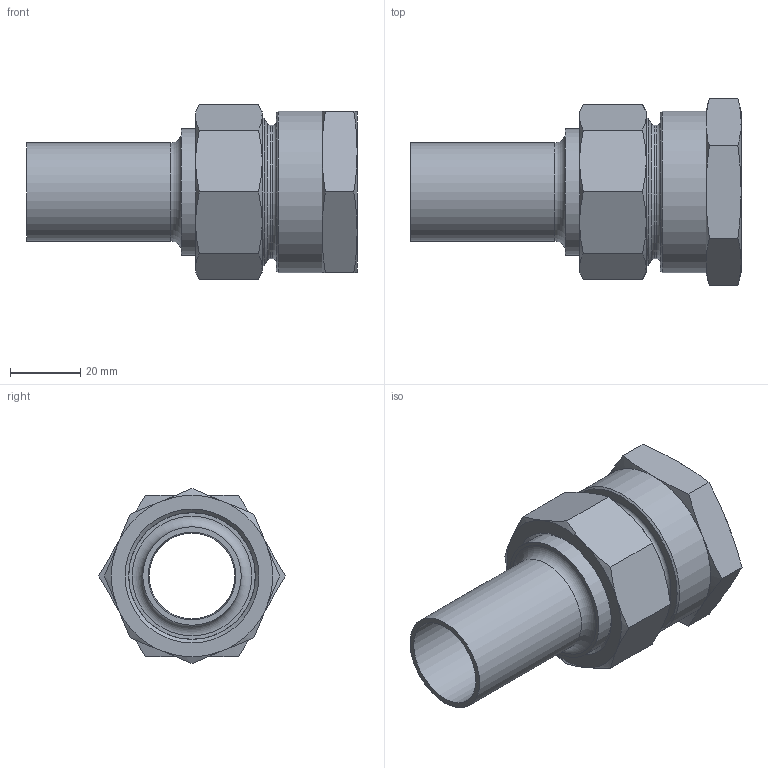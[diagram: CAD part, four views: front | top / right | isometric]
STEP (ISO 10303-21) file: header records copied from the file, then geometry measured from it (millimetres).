
FILE_DESCRIPTION(/* description */ (''),/* implementation_level */ '2;1');
FILE_NAME(/* name */ '35386.stp',/* time_stamp */ '2014-04-01T20:52:30+02:00',/* author */ ('bruh'),/* organization */ (''),/* preprocessor_version */ 'ST-DEVELOPER v15.2',/* originating_system */ 'Autodesk Inventor 2014',/* authorisation */ '');
FILE_SCHEMA (('AUTOMOTIVE_DESIGN { 1 0 10303 214 3 1 1 }'));
Length unit declared in the file: millimetre
Products named in the file (4): 101137; 101079; 400960; 35386
Bounding box: 94 x 53.12 x 49.79 mm (x, y, z)
Volume: 53855 mm3; surface area: 28246.4 mm2
Topology: 3 solids, 3 shells, 81 faces, 169 edges, 99 vertices
Faces by surface type: cone 38, plane 25, cylinder 12, torus 6
Full cylindrical faces by diameter (mm): 25 x1, 28 x1, 29 x1, 30.291 x1, 34.5 x1, 36 x1, 36.1 x1, 37.9 x1, 38.5 x1, 38.952 x1, 41.91 x1, 46 x1
Entity records: 2000 total; most frequent: CARTESIAN_POINT 428, DIRECTION 320, ORIENTED_EDGE 270, AXIS2_PLACEMENT_3D 153, EDGE_CURVE 135, EDGE_LOOP 120, VERTEX_POINT 93, ADVANCED_FACE 81
